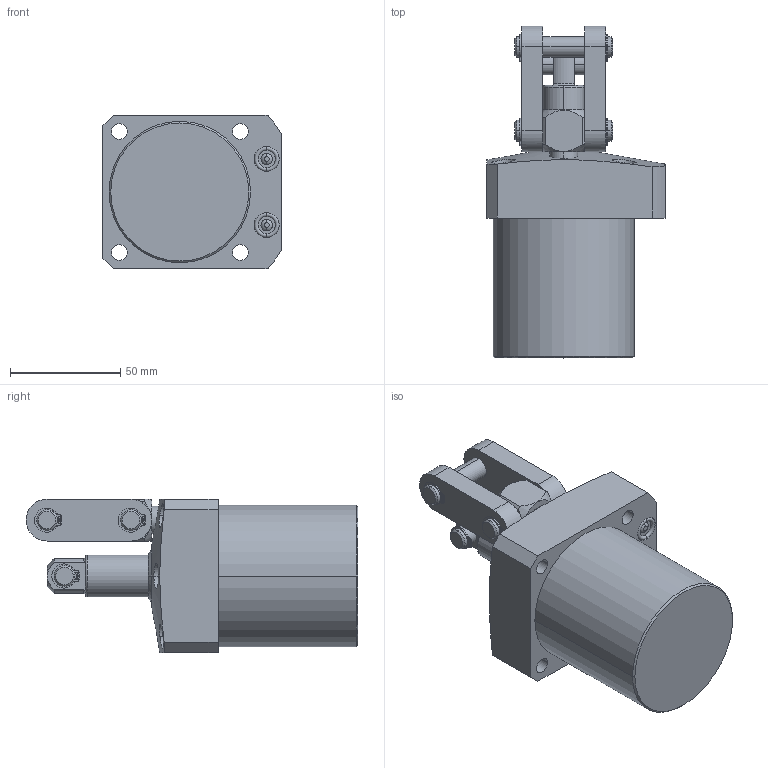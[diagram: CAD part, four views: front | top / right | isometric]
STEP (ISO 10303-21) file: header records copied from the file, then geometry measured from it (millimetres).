
FILE_DESCRIPTION((''),'2;1');
FILE_NAME('ILC16621502','2006-08-17T',('KR'),(''),'PRO/ENGINEER BY PARAMETRIC TECHNOLOGY CORPORATION, 2004290','PRO/ENGINEER BY PARAMETRIC TECHNOLOGY CORPORATION, 2004290','');
FILE_SCHEMA(('AUTOMOTIVE_DESIGN_CC2 { 1 2 10303 214 -1 1 5 2 }'));
Length unit declared in the file: inch
Products named in the file (1): ILC16621502
Bounding box: 80.95 x 150.8 x 69.86 mm (x, y, z)
Volume: 388705.3 mm3; surface area: 47882.3 mm2
Topology: 1 solids, 3 shells, 276 faces, 711 edges, 460 vertices
Faces by surface type: cylinder 126, plane 102, cone 34, torus 10, sphere 4
Entity records: 9000 total; most frequent: CARTESIAN_POINT 1881, DIRECTION 1547, ORIENTED_EDGE 1406, EDGE_CURVE 707, AXIS2_PLACEMENT_3D 617, VERTEX_POINT 460, CIRCLE 340, EDGE_LOOP 337
